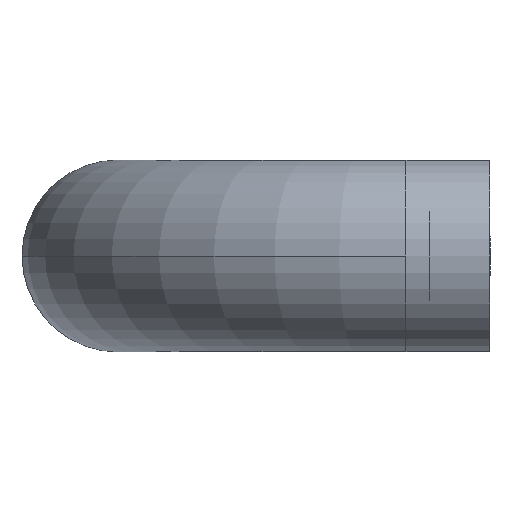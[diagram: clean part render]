
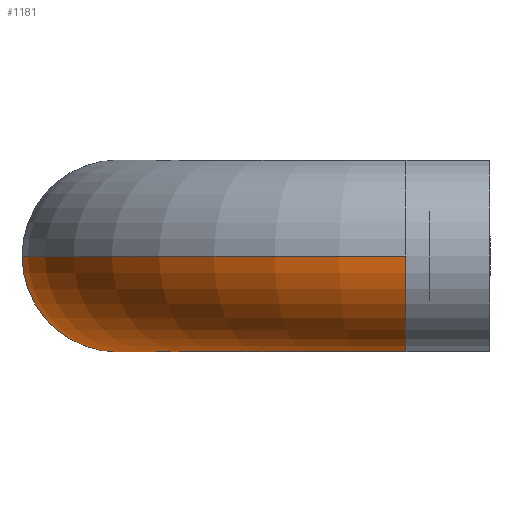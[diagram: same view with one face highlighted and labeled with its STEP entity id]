
A CAD part, left-side view. The second image highlights one B-rep face of the part: STEP entity #1181.
In plain terms, the highlighted toroidal (fillet/blend) face has major radius 48 mm and minor radius 16 mm.
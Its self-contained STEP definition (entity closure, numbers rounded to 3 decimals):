
#160 = CARTESIAN_POINT ( 'NONE',  ( -200., 14., 0. ) ) ;
#161 = DIRECTION ( 'NONE',  ( 0., 1., 0. ) ) ;
#162 = DIRECTION ( 'NONE',  ( 0., 0., 1. ) ) ;
#200 = CARTESIAN_POINT ( 'NONE',  ( -152., 14., 0. ) ) ;
#204 = DIRECTION ( 'NONE',  ( 0., 0., -1. ) ) ;
#205 = DIRECTION ( 'NONE',  ( -1., 0., 0. ) ) ;
#233 = CARTESIAN_POINT ( 'NONE',  ( -152., 62., 0. ) ) ;
#234 = DIRECTION ( 'NONE',  ( 1., 0., 0. ) ) ;
#235 = DIRECTION ( 'NONE',  ( 0., 0., 1. ) ) ;
#245 = CARTESIAN_POINT ( 'NONE',  ( -152., 14., 0. ) ) ;
#246 = DIRECTION ( 'NONE',  ( 0., 0., -1. ) ) ;
#247 = DIRECTION ( 'NONE',  ( -1., 0., 0. ) ) ;
#269 = CARTESIAN_POINT ( 'NONE',  ( -152., 14., 0. ) ) ;
#273 = DIRECTION ( 'NONE',  ( 0., 0., -1. ) ) ;
#274 = DIRECTION ( 'NONE',  ( -1., 0., 0. ) ) ;
#288 = CARTESIAN_POINT ( 'NONE',  ( -200., 14., 0. ) ) ;
#289 = DIRECTION ( 'NONE',  ( 0., 1., 0. ) ) ;
#290 = DIRECTION ( 'NONE',  ( 0., 0., 1. ) ) ;
#306 = CARTESIAN_POINT ( 'NONE',  ( -184., 14., 0. ) ) ;
#380 = AXIS2_PLACEMENT_3D ( 'NONE', #160, #161, #162 ) ;
#420 = AXIS2_PLACEMENT_3D ( 'NONE', #200, #204, #205 ) ;
#432 = AXIS2_PLACEMENT_3D ( 'NONE', #233, #234, #235 ) ;
#442 = FACE_OUTER_BOUND ( 'NONE', #505, .T. ) ;
#446 = AXIS2_PLACEMENT_3D ( 'NONE', #245, #246, #247 ) ;
#462 = AXIS2_PLACEMENT_3D ( 'NONE', #269, #273, #274 ) ;
#470 = AXIS2_PLACEMENT_3D ( 'NONE', #288, #289, #290 ) ;
#505 = EDGE_LOOP ( 'NONE', ( #554, #557, #552, #550, #565 ) ) ;
#550 = ORIENTED_EDGE ( 'NONE', *, *, #1167, .F. ) ;
#552 = ORIENTED_EDGE ( 'NONE', *, *, #1177, .F. ) ;
#554 = ORIENTED_EDGE ( 'NONE', *, *, #1153, .T. ) ;
#557 = ORIENTED_EDGE ( 'NONE', *, *, #1190, .T. ) ;
#565 = ORIENTED_EDGE ( 'NONE', *, *, #1195, .T. ) ;
#598 = VERTEX_POINT ( 'NONE', #774 ) ;
#602 = VERTEX_POINT ( 'NONE', #306 ) ;
#620 = VERTEX_POINT ( 'NONE', #1139 ) ;
#623 = VERTEX_POINT ( 'NONE', #1140 ) ;
#624 = VERTEX_POINT ( 'NONE', #1141 ) ;
#774 = CARTESIAN_POINT ( 'NONE',  ( -152., 78., 0. ) ) ;
#984 = TOROIDAL_SURFACE ( 'NONE', #446, 48., 16. ) ;
#999 = CIRCLE ( 'NONE', #380, 16. ) ;
#1055 = CIRCLE ( 'NONE', #470, 16. ) ;
#1093 = CIRCLE ( 'NONE', #420, 32. ) ;
#1098 = CIRCLE ( 'NONE', #462, 64. ) ;
#1104 = CIRCLE ( 'NONE', #432, 16. ) ;
#1139 = CARTESIAN_POINT ( 'NONE',  ( -152., 46., 0. ) ) ;
#1140 = CARTESIAN_POINT ( 'NONE',  ( -200., 14., -16. ) ) ;
#1141 = CARTESIAN_POINT ( 'NONE',  ( -216., 14., 0. ) ) ;
#1153 = EDGE_CURVE ( 'NONE', #623, #624, #999, .T. ) ;
#1167 = EDGE_CURVE ( 'NONE', #602, #620, #1093, .T. ) ;
#1177 = EDGE_CURVE ( 'NONE', #620, #598, #1104, .T. ) ;
#1181 = ADVANCED_FACE ( 'NONE', ( #442 ), #984, .T. ) ;
#1190 = EDGE_CURVE ( 'NONE', #624, #598, #1098, .T. ) ;
#1195 = EDGE_CURVE ( 'NONE', #602, #623, #1055, .T. ) ;
